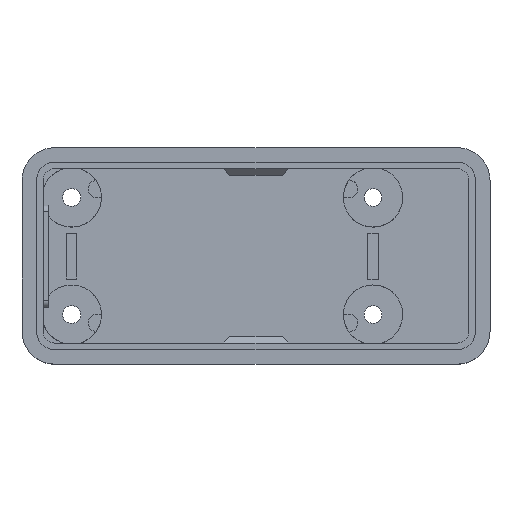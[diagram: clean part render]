
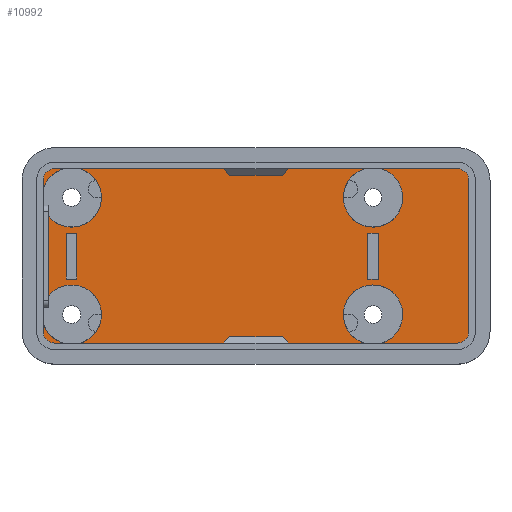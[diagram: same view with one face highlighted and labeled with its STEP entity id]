
A CAD part, top view. The second image highlights one B-rep face of the part: STEP entity #10992.
In plain terms, the highlighted planar face has unit normal (0, 0, 1).
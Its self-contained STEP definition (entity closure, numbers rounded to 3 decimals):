
#168=CIRCLE('',#11259,4.5);
#174=CIRCLE('',#11272,4.5);
#199=CIRCLE('',#11372,4.5);
#200=CIRCLE('',#11374,4.5);
#245=CIRCLE('',#11500,2.5);
#246=CIRCLE('',#11501,2.5);
#247=CIRCLE('',#11502,2.5);
#248=CIRCLE('',#11503,2.5);
#1007=FACE_BOUND('',#2206,.T.);
#1008=FACE_BOUND('',#2207,.T.);
#1009=FACE_BOUND('',#2208,.T.);
#1010=FACE_BOUND('',#2209,.T.);
#1011=FACE_BOUND('',#2210,.T.);
#1012=FACE_BOUND('',#2211,.T.);
#1587=FACE_OUTER_BOUND('',#2205,.T.);
#2205=EDGE_LOOP('',(#10077,#10078,#10079,#10080,#10081,#10082,#10083,#10084));
#2206=EDGE_LOOP('',(#10085,#10086,#10087,#10088));
#2207=EDGE_LOOP('',(#10089,#10090,#10091,#10092));
#2208=EDGE_LOOP('',(#10093));
#2209=EDGE_LOOP('',(#10094));
#2210=EDGE_LOOP('',(#10095));
#2211=EDGE_LOOP('',(#10096));
#2812=LINE('',#16939,#3799);
#2816=LINE('',#16947,#3803);
#2819=LINE('',#16953,#3806);
#2822=LINE('',#16958,#3809);
#2824=LINE('',#16964,#3811);
#2828=LINE('',#16972,#3815);
#2831=LINE('',#16978,#3818);
#2834=LINE('',#16983,#3821);
#3205=LINE('',#20830,#4192);
#3206=LINE('',#20834,#4193);
#3207=LINE('',#20838,#4194);
#3208=LINE('',#20841,#4195);
#3799=VECTOR('',#12654,10.);
#3803=VECTOR('',#12660,10.);
#3806=VECTOR('',#12665,10.);
#3809=VECTOR('',#12670,10.);
#3811=VECTOR('',#12676,10.);
#3815=VECTOR('',#12682,10.);
#3818=VECTOR('',#12687,10.);
#3821=VECTOR('',#12692,10.);
#4192=VECTOR('',#13477,10.);
#4193=VECTOR('',#13480,10.);
#4194=VECTOR('',#13483,10.);
#4195=VECTOR('',#13486,10.);
#4880=VERTEX_POINT('',#16866);
#4894=VERTEX_POINT('',#16908);
#4903=VERTEX_POINT('',#16937);
#4904=VERTEX_POINT('',#16938);
#4907=VERTEX_POINT('',#16946);
#4909=VERTEX_POINT('',#16952);
#4911=VERTEX_POINT('',#16962);
#4912=VERTEX_POINT('',#16963);
#4915=VERTEX_POINT('',#16971);
#4917=VERTEX_POINT('',#16977);
#4970=VERTEX_POINT('',#18378);
#4971=VERTEX_POINT('',#18382);
#5260=VERTEX_POINT('',#20826);
#5261=VERTEX_POINT('',#20827);
#5262=VERTEX_POINT('',#20829);
#5263=VERTEX_POINT('',#20831);
#5264=VERTEX_POINT('',#20833);
#5265=VERTEX_POINT('',#20835);
#5266=VERTEX_POINT('',#20837);
#5267=VERTEX_POINT('',#20839);
#6185=EDGE_CURVE('',#4880,#4880,#168,.T.);
#6206=EDGE_CURVE('',#4894,#4894,#174,.T.);
#6218=EDGE_CURVE('',#4903,#4904,#2812,.T.);
#6222=EDGE_CURVE('',#4904,#4907,#2816,.T.);
#6225=EDGE_CURVE('',#4907,#4909,#2819,.T.);
#6228=EDGE_CURVE('',#4909,#4903,#2822,.T.);
#6230=EDGE_CURVE('',#4911,#4912,#2824,.T.);
#6234=EDGE_CURVE('',#4912,#4915,#2828,.T.);
#6237=EDGE_CURVE('',#4915,#4917,#2831,.T.);
#6240=EDGE_CURVE('',#4917,#4911,#2834,.T.);
#6424=EDGE_CURVE('',#4970,#4970,#199,.T.);
#6426=EDGE_CURVE('',#4971,#4971,#200,.T.);
#6879=EDGE_CURVE('',#5260,#5261,#245,.T.);
#6880=EDGE_CURVE('',#5261,#5262,#3205,.T.);
#6881=EDGE_CURVE('',#5262,#5263,#246,.T.);
#6882=EDGE_CURVE('',#5263,#5264,#3206,.T.);
#6883=EDGE_CURVE('',#5264,#5265,#247,.T.);
#6884=EDGE_CURVE('',#5265,#5266,#3207,.T.);
#6885=EDGE_CURVE('',#5266,#5267,#248,.T.);
#6886=EDGE_CURVE('',#5267,#5260,#3208,.T.);
#10077=ORIENTED_EDGE('',*,*,#6879,.T.);
#10078=ORIENTED_EDGE('',*,*,#6880,.T.);
#10079=ORIENTED_EDGE('',*,*,#6881,.T.);
#10080=ORIENTED_EDGE('',*,*,#6882,.T.);
#10081=ORIENTED_EDGE('',*,*,#6883,.T.);
#10082=ORIENTED_EDGE('',*,*,#6884,.T.);
#10083=ORIENTED_EDGE('',*,*,#6885,.T.);
#10084=ORIENTED_EDGE('',*,*,#6886,.T.);
#10085=ORIENTED_EDGE('',*,*,#6218,.T.);
#10086=ORIENTED_EDGE('',*,*,#6222,.T.);
#10087=ORIENTED_EDGE('',*,*,#6225,.T.);
#10088=ORIENTED_EDGE('',*,*,#6228,.T.);
#10089=ORIENTED_EDGE('',*,*,#6230,.T.);
#10090=ORIENTED_EDGE('',*,*,#6234,.T.);
#10091=ORIENTED_EDGE('',*,*,#6237,.T.);
#10092=ORIENTED_EDGE('',*,*,#6240,.T.);
#10093=ORIENTED_EDGE('',*,*,#6426,.T.);
#10094=ORIENTED_EDGE('',*,*,#6424,.T.);
#10095=ORIENTED_EDGE('',*,*,#6185,.T.);
#10096=ORIENTED_EDGE('',*,*,#6206,.T.);
#10417=PLANE('',#11499);
#10992=ADVANCED_FACE('',(#1587,#1007,#1008,#1009,#1010,#1011,#1012),#10417,
 .T.);
#11259=AXIS2_PLACEMENT_3D('',#16868,#12580,#12581);
#11272=AXIS2_PLACEMENT_3D('',#16910,#12621,#12622);
#11372=AXIS2_PLACEMENT_3D('',#18380,#12986,#12987);
#11374=AXIS2_PLACEMENT_3D('',#18384,#12991,#12992);
#11499=AXIS2_PLACEMENT_3D('',#20825,#13473,#13474);
#11500=AXIS2_PLACEMENT_3D('',#20828,#13475,#13476);
#11501=AXIS2_PLACEMENT_3D('',#20832,#13478,#13479);
#11502=AXIS2_PLACEMENT_3D('',#20836,#13481,#13482);
#11503=AXIS2_PLACEMENT_3D('',#20840,#13484,#13485);
#12580=DIRECTION('center_axis',(0.,0.,-1.));
#12581=DIRECTION('ref_axis',(1.,0.,0.));
#12621=DIRECTION('center_axis',(0.,0.,-1.));
#12622=DIRECTION('ref_axis',(1.,0.,0.));
#12654=DIRECTION('',(0.,-1.,0.));
#12660=DIRECTION('',(-1.,0.,0.));
#12665=DIRECTION('',(0.,1.,0.));
#12670=DIRECTION('',(1.,0.,0.));
#12676=DIRECTION('',(1.,0.,0.));
#12682=DIRECTION('',(0.,-1.,0.));
#12687=DIRECTION('',(-1.,0.,0.));
#12692=DIRECTION('',(0.,1.,0.));
#12986=DIRECTION('center_axis',(0.,0.,-1.));
#12987=DIRECTION('ref_axis',(1.,0.,0.));
#12991=DIRECTION('center_axis',(0.,0.,-1.));
#12992=DIRECTION('ref_axis',(1.,0.,0.));
#13473=DIRECTION('center_axis',(0.,0.,1.));
#13474=DIRECTION('ref_axis',(1.,0.,0.));
#13475=DIRECTION('center_axis',(0.,0.,1.));
#13476=DIRECTION('ref_axis',(0.707,-0.707,0.));
#13477=DIRECTION('',(0.,1.,0.));
#13478=DIRECTION('center_axis',(0.,0.,1.));
#13479=DIRECTION('ref_axis',(0.707,0.707,0.));
#13480=DIRECTION('',(-1.,0.,0.));
#13481=DIRECTION('center_axis',(0.,0.,1.));
#13482=DIRECTION('ref_axis',(-0.707,0.707,0.));
#13483=DIRECTION('',(0.,-1.,0.));
#13484=DIRECTION('center_axis',(0.,0.,1.));
#13485=DIRECTION('ref_axis',(-0.707,-0.707,0.));
#13486=DIRECTION('',(1.,0.,0.));
#16866=CARTESIAN_POINT('',(-32.46,8.89,2.));
#16868=CARTESIAN_POINT('Origin',(-27.96,8.89,2.));
#16908=CARTESIAN_POINT('',(13.26,8.89,2.));
#16910=CARTESIAN_POINT('Origin',(17.76,8.89,2.));
#16937=CARTESIAN_POINT('',(18.56,3.482,2.));
#16938=CARTESIAN_POINT('',(18.56,-3.482,2.));
#16939=CARTESIAN_POINT('',(18.56,-1.741,2.));
#16946=CARTESIAN_POINT('',(16.96,-3.482,2.));
#16947=CARTESIAN_POINT('',(8.48,-3.482,2.));
#16952=CARTESIAN_POINT('',(16.96,3.482,2.));
#16953=CARTESIAN_POINT('',(16.96,1.741,2.));
#16958=CARTESIAN_POINT('',(9.28,3.482,2.));
#16962=CARTESIAN_POINT('',(-28.76,3.482,2.));
#16963=CARTESIAN_POINT('',(-27.16,3.482,2.));
#16964=CARTESIAN_POINT('',(-13.58,3.482,2.));
#16971=CARTESIAN_POINT('',(-27.16,-3.482,2.));
#16972=CARTESIAN_POINT('',(-27.16,-1.741,2.));
#16977=CARTESIAN_POINT('',(-28.76,-3.482,2.));
#16978=CARTESIAN_POINT('',(-14.38,-3.482,2.));
#16983=CARTESIAN_POINT('',(-28.76,1.741,2.));
#18378=CARTESIAN_POINT('',(-32.46,-8.89,2.));
#18380=CARTESIAN_POINT('Origin',(-27.96,-8.89,2.));
#18382=CARTESIAN_POINT('',(13.26,-8.89,2.));
#18384=CARTESIAN_POINT('Origin',(17.76,-8.89,2.));
#20825=CARTESIAN_POINT('Origin',(0.,0.,2.));
#20826=CARTESIAN_POINT('',(30.5,-13.93,2.));
#20827=CARTESIAN_POINT('',(33.,-11.43,2.));
#20828=CARTESIAN_POINT('Origin',(30.5,-11.43,2.));
#20829=CARTESIAN_POINT('',(33.,11.43,2.));
#20830=CARTESIAN_POINT('',(33.,-8.215,2.));
#20831=CARTESIAN_POINT('',(30.5,13.93,2.));
#20832=CARTESIAN_POINT('Origin',(30.5,11.43,2.));
#20833=CARTESIAN_POINT('',(-30.5,13.93,2.));
#20834=CARTESIAN_POINT('',(17.75,13.93,2.));
#20835=CARTESIAN_POINT('',(-33.,11.43,2.));
#20836=CARTESIAN_POINT('Origin',(-30.5,11.43,2.));
#20837=CARTESIAN_POINT('',(-33.,-11.43,2.));
#20838=CARTESIAN_POINT('',(-33.,8.215,2.));
#20839=CARTESIAN_POINT('',(-30.5,-13.93,2.));
#20840=CARTESIAN_POINT('Origin',(-30.5,-11.43,2.));
#20841=CARTESIAN_POINT('',(-17.75,-13.93,2.));
